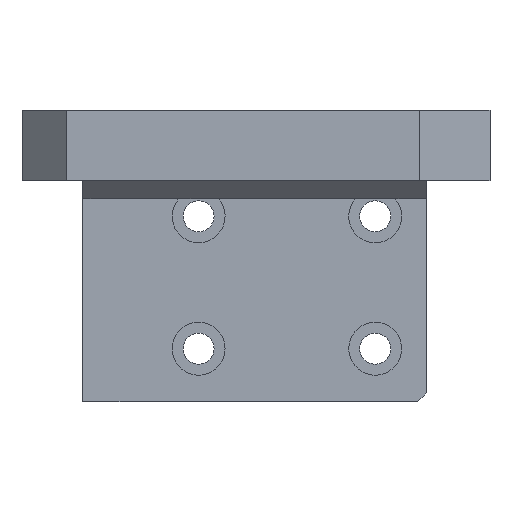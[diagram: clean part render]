
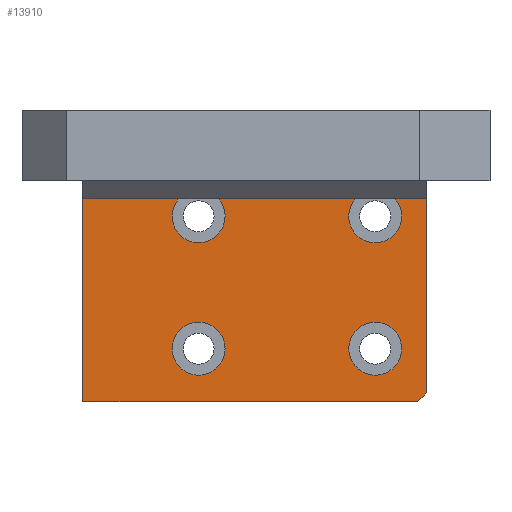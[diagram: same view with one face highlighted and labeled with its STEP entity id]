
A CAD part, front view. The second image highlights one B-rep face of the part: STEP entity #13910.
In plain terms, the highlighted planar face has unit normal (0, -1, 0).
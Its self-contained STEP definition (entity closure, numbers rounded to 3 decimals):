
#140 = CARTESIAN_POINT ( 'NONE',  ( -4., 25.3, -19. ) ) ;
#159 = LINE ( 'NONE', #11302, #4749 ) ;
#255 = LINE ( 'NONE', #10222, #11321 ) ;
#370 = AXIS2_PLACEMENT_3D ( 'NONE', #6366, #10864, #13228 ) ;
#391 = DIRECTION ( 'NONE',  ( 1., 0., 0. ) ) ;
#433 = CARTESIAN_POINT ( 'NONE',  ( -17.1, 25.3, -25.001 ) ) ;
#831 = VECTOR ( 'NONE', #8000, 1000. ) ;
#894 = LINE ( 'NONE', #13283, #11745 ) ;
#919 = VERTEX_POINT ( 'NONE', #8398 ) ;
#1252 = CARTESIAN_POINT ( 'NONE',  ( 13., 25.3, -19. ) ) ;
#1347 = CIRCLE ( 'NONE', #8429, 3. ) ;
#1390 = EDGE_CURVE ( 'NONE', #6969, #14580, #894, .T. ) ;
#1648 = CARTESIAN_POINT ( 'NONE',  ( -4., 25.3, -4. ) ) ;
#1790 = VERTEX_POINT ( 'NONE', #1252 ) ;
#1810 = EDGE_CURVE ( 'NONE', #3631, #11461, #5724, .T. ) ;
#1869 = FACE_BOUND ( 'NONE', #7286, .T. ) ;
#2116 = EDGE_CURVE ( 'NONE', #4653, #10130, #2604, .T. ) ;
#2167 = EDGE_LOOP ( 'NONE', ( #4248, #10196 ) ) ;
#2456 = DIRECTION ( 'NONE',  ( -1., 0., 0. ) ) ;
#2604 = LINE ( 'NONE', #7344, #10312 ) ;
#3107 = CARTESIAN_POINT ( 'NONE',  ( 13.764, 25.3, -2. ) ) ;
#3108 = PLANE ( 'NONE',  #370 ) ;
#3612 = AXIS2_PLACEMENT_3D ( 'NONE', #1648, #3992, #391 ) ;
#3631 = VERTEX_POINT ( 'NONE', #4847 ) ;
#3734 = DIRECTION ( 'NONE',  ( 0., 0., 1. ) ) ;
#3808 = CIRCLE ( 'NONE', #10654, 3. ) ;
#3992 = DIRECTION ( 'NONE',  ( 0., 1., 0. ) ) ;
#4010 = ORIENTED_EDGE ( 'NONE', *, *, #8973, .F. ) ;
#4151 = LINE ( 'NONE', #4229, #7113 ) ;
#4166 = EDGE_CURVE ( 'NONE', #919, #11461, #255, .T. ) ;
#4229 = CARTESIAN_POINT ( 'NONE',  ( 21.8, 25.3, 9.035 ) ) ;
#4248 = ORIENTED_EDGE ( 'NONE', *, *, #8869, .T. ) ;
#4519 = CARTESIAN_POINT ( 'NONE',  ( -17.1, 25.3, -2. ) ) ;
#4653 = VERTEX_POINT ( 'NONE', #11066 ) ;
#4749 = VECTOR ( 'NONE', #13446, 1000. ) ;
#4847 = CARTESIAN_POINT ( 'NONE',  ( -17.1, 25.3, -25. ) ) ;
#4873 = AXIS2_PLACEMENT_3D ( 'NONE', #6320, #13253, #11111 ) ;
#4973 = DIRECTION ( 'NONE',  ( 0., 1., 0. ) ) ;
#5017 = CARTESIAN_POINT ( 'NONE',  ( 19., 25.3, -19. ) ) ;
#5384 = VERTEX_POINT ( 'NONE', #3107 ) ;
#5474 = VERTEX_POINT ( 'NONE', #13739 ) ;
#5724 = LINE ( 'NONE', #433, #11711 ) ;
#5732 = ORIENTED_EDGE ( 'NONE', *, *, #14080, .T. ) ;
#5768 = ORIENTED_EDGE ( 'NONE', *, *, #11488, .T. ) ;
#5853 = CARTESIAN_POINT ( 'NONE',  ( 21.8, 25.3, -24. ) ) ;
#6012 = ORIENTED_EDGE ( 'NONE', *, *, #8487, .T. ) ;
#6320 = CARTESIAN_POINT ( 'NONE',  ( 16., 25.3, -19. ) ) ;
#6366 = CARTESIAN_POINT ( 'NONE',  ( -50.249, 25.3, 0. ) ) ;
#6457 = CARTESIAN_POINT ( 'NONE',  ( 18.236, 25.3, -2. ) ) ;
#6493 = CARTESIAN_POINT ( 'NONE',  ( 16., 25.3, -4. ) ) ;
#6646 = EDGE_CURVE ( 'NONE', #5474, #12333, #1347, .T. ) ;
#6668 = ORIENTED_EDGE ( 'NONE', *, *, #4166, .T. ) ;
#6777 = EDGE_CURVE ( 'NONE', #14580, #5384, #9604, .T. ) ;
#6811 = CARTESIAN_POINT ( 'NONE',  ( -50.249, 25.3, -2. ) ) ;
#6969 = VERTEX_POINT ( 'NONE', #14323 ) ;
#7113 = VECTOR ( 'NONE', #10804, 1000. ) ;
#7120 = DIRECTION ( 'NONE',  ( 0.707, 0., 0.707 ) ) ;
#7286 = EDGE_LOOP ( 'NONE', ( #8903, #6012 ) ) ;
#7344 = CARTESIAN_POINT ( 'NONE',  ( -2.224, 25.3, -48.024 ) ) ;
#7608 = DIRECTION ( 'NONE',  ( 1., 0., 0. ) ) ;
#7622 = EDGE_CURVE ( 'NONE', #1790, #10491, #11250, .T. ) ;
#7699 = FACE_OUTER_BOUND ( 'NONE', #10963, .T. ) ;
#7969 = DIRECTION ( 'NONE',  ( 1., 0., 0. ) ) ;
#8000 = DIRECTION ( 'NONE',  ( -1., 0., 0. ) ) ;
#8176 = ORIENTED_EDGE ( 'NONE', *, *, #6777, .T. ) ;
#8193 = DIRECTION ( 'NONE',  ( -1., 0., 0. ) ) ;
#8216 = AXIS2_PLACEMENT_3D ( 'NONE', #140, #10112, #7969 ) ;
#8380 = DIRECTION ( 'NONE',  ( 0., 1., 0. ) ) ;
#8398 = CARTESIAN_POINT ( 'NONE',  ( -6.236, 25.3, -2. ) ) ;
#8429 = AXIS2_PLACEMENT_3D ( 'NONE', #10661, #8380, #11775 ) ;
#8487 = EDGE_CURVE ( 'NONE', #12333, #5474, #13868, .T. ) ;
#8570 = CIRCLE ( 'NONE', #3612, 3. ) ;
#8869 = EDGE_CURVE ( 'NONE', #10491, #1790, #3808, .T. ) ;
#8871 = DIRECTION ( 'NONE',  ( 0., 1., 0. ) ) ;
#8903 = ORIENTED_EDGE ( 'NONE', *, *, #6646, .T. ) ;
#8973 = EDGE_CURVE ( 'NONE', #6969, #10130, #4151, .T. ) ;
#9552 = EDGE_CURVE ( 'NONE', #3631, #4653, #159, .T. ) ;
#9563 = CARTESIAN_POINT ( 'NONE',  ( 16., 25.3, -19. ) ) ;
#9604 = CIRCLE ( 'NONE', #13594, 3. ) ;
#10112 = DIRECTION ( 'NONE',  ( 0., 1., 0. ) ) ;
#10130 = VERTEX_POINT ( 'NONE', #5853 ) ;
#10196 = ORIENTED_EDGE ( 'NONE', *, *, #7622, .T. ) ;
#10222 = CARTESIAN_POINT ( 'NONE',  ( -50.249, 25.3, -2. ) ) ;
#10312 = VECTOR ( 'NONE', #7120, 1000. ) ;
#10336 = CARTESIAN_POINT ( 'NONE',  ( -1.764, 25.3, -2. ) ) ;
#10491 = VERTEX_POINT ( 'NONE', #5017 ) ;
#10654 = AXIS2_PLACEMENT_3D ( 'NONE', #9563, #4973, #11845 ) ;
#10661 = CARTESIAN_POINT ( 'NONE',  ( -4., 25.3, -19. ) ) ;
#10804 = DIRECTION ( 'NONE',  ( 0., 0., -1. ) ) ;
#10842 = VERTEX_POINT ( 'NONE', #10336 ) ;
#10856 = ORIENTED_EDGE ( 'NONE', *, *, #9552, .T. ) ;
#10864 = DIRECTION ( 'NONE',  ( 0., -1., 0. ) ) ;
#10963 = EDGE_LOOP ( 'NONE', ( #5732, #5768, #6668, #11151, #10856, #13412, #4010, #11699, #8176 ) ) ;
#11066 = CARTESIAN_POINT ( 'NONE',  ( 20.8, 25.3, -25. ) ) ;
#11111 = DIRECTION ( 'NONE',  ( 1., 0., 0. ) ) ;
#11151 = ORIENTED_EDGE ( 'NONE', *, *, #1810, .F. ) ;
#11187 = CARTESIAN_POINT ( 'NONE',  ( -7., 25.3, -19. ) ) ;
#11250 = CIRCLE ( 'NONE', #4873, 3. ) ;
#11302 = CARTESIAN_POINT ( 'NONE',  ( -50.249, 25.3, -25. ) ) ;
#11321 = VECTOR ( 'NONE', #2456, 1000. ) ;
#11461 = VERTEX_POINT ( 'NONE', #4519 ) ;
#11488 = EDGE_CURVE ( 'NONE', #10842, #919, #8570, .T. ) ;
#11699 = ORIENTED_EDGE ( 'NONE', *, *, #1390, .T. ) ;
#11711 = VECTOR ( 'NONE', #3734, 1000. ) ;
#11745 = VECTOR ( 'NONE', #8193, 1000. ) ;
#11775 = DIRECTION ( 'NONE',  ( 1., 0., 0. ) ) ;
#11845 = DIRECTION ( 'NONE',  ( 1., 0., 0. ) ) ;
#12333 = VERTEX_POINT ( 'NONE', #11187 ) ;
#12409 = LINE ( 'NONE', #6811, #831 ) ;
#13228 = DIRECTION ( 'NONE',  ( 1., 0., 0. ) ) ;
#13253 = DIRECTION ( 'NONE',  ( 0., 1., 0. ) ) ;
#13283 = CARTESIAN_POINT ( 'NONE',  ( -50.249, 25.3, -2. ) ) ;
#13412 = ORIENTED_EDGE ( 'NONE', *, *, #2116, .T. ) ;
#13446 = DIRECTION ( 'NONE',  ( 1., 0., 0. ) ) ;
#13594 = AXIS2_PLACEMENT_3D ( 'NONE', #6493, #8871, #7608 ) ;
#13739 = CARTESIAN_POINT ( 'NONE',  ( -1., 25.3, -19. ) ) ;
#13868 = CIRCLE ( 'NONE', #8216, 3. ) ;
#13910 = ADVANCED_FACE ( 'NONE', ( #14338, #7699, #1869 ), #3108, .T. ) ;
#14080 = EDGE_CURVE ( 'NONE', #5384, #10842, #12409, .T. ) ;
#14323 = CARTESIAN_POINT ( 'NONE',  ( 21.8, 25.3, -2. ) ) ;
#14338 = FACE_BOUND ( 'NONE', #2167, .T. ) ;
#14580 = VERTEX_POINT ( 'NONE', #6457 ) ;
